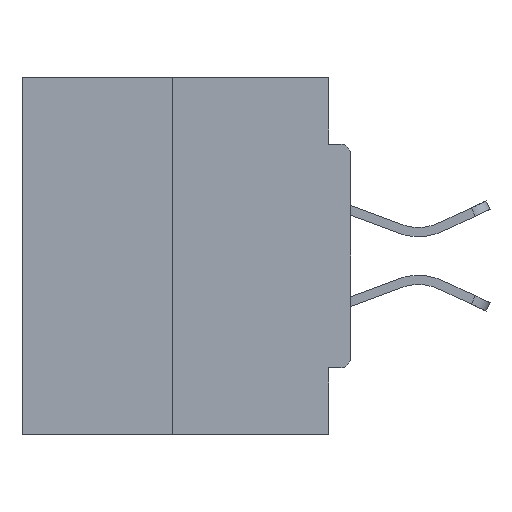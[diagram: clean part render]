
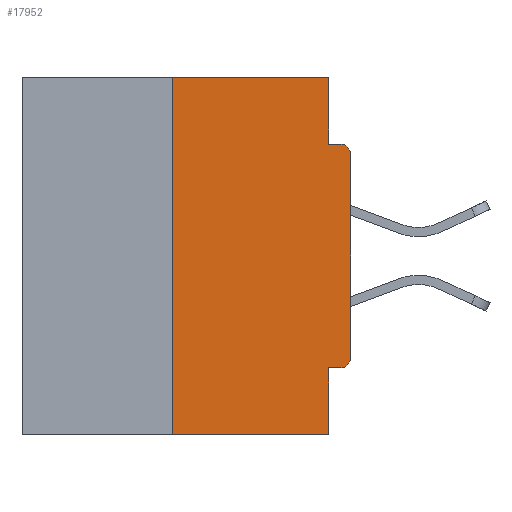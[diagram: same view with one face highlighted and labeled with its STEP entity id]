
A CAD part, left-side view. The second image highlights one B-rep face of the part: STEP entity #17952.
In plain terms, the highlighted planar face has unit normal (-1, 0, 0).
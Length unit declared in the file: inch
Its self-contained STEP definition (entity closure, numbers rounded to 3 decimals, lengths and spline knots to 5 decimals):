
#882 = DIRECTION ( 'NONE',  ( 0., 0., -1. ) ) ;
#1132 = ORIENTED_EDGE ( 'NONE', *, *, #4475, .F. ) ;
#1308 = VERTEX_POINT ( 'NONE', #44491 ) ;
#1582 = LINE ( 'NONE', #11244, #3267 ) ;
#2280 = EDGE_CURVE ( 'NONE', #19554, #39076, #1582, .T. ) ;
#2853 = DIRECTION ( 'NONE',  ( 1., 0., 0. ) ) ;
#2918 = LINE ( 'NONE', #24696, #5131 ) ;
#3128 = ORIENTED_EDGE ( 'NONE', *, *, #15211, .F. ) ;
#3267 = VECTOR ( 'NONE', #7261, 39.37008 ) ;
#4073 = CARTESIAN_POINT ( 'NONE',  ( 0., 0.46, -0.5 ) ) ;
#4181 = CARTESIAN_POINT ( 'NONE',  ( 0., 0., -0.3915 ) ) ;
#4220 = ORIENTED_EDGE ( 'NONE', *, *, #14002, .F. ) ;
#4475 = EDGE_CURVE ( 'NONE', #9450, #19554, #26536, .T. ) ;
#4539 = DIRECTION ( 'NONE',  ( 0., -1., 0. ) ) ;
#4650 = CARTESIAN_POINT ( 'NONE',  ( 0., 0., -0.1085 ) ) ;
#5016 = CARTESIAN_POINT ( 'NONE',  ( 0., 0.031, -0.4065 ) ) ;
#5059 = AXIS2_PLACEMENT_3D ( 'NONE', #11322, #25290, #36002 ) ;
#5131 = VECTOR ( 'NONE', #38202, 39.37008 ) ;
#5458 = VECTOR ( 'NONE', #38166, 39.37008 ) ;
#6237 = CARTESIAN_POINT ( 'NONE',  ( 0., 0.031, -0.5 ) ) ;
#6535 = EDGE_CURVE ( 'NONE', #19550, #25686, #23045, .T. ) ;
#7261 = DIRECTION ( 'NONE',  ( 0., -1., 0. ) ) ;
#7545 = ORIENTED_EDGE ( 'NONE', *, *, #34067, .T. ) ;
#9450 = VERTEX_POINT ( 'NONE', #41902 ) ;
#9638 = PLANE ( 'NONE',  #45262 ) ;
#11244 = CARTESIAN_POINT ( 'NONE',  ( 0., 0., -0.0935 ) ) ;
#11322 = CARTESIAN_POINT ( 'NONE',  ( 0., 0.015, -0.1085 ) ) ;
#13605 = DIRECTION ( 'NONE',  ( 0., 0., -1. ) ) ;
#14002 = EDGE_CURVE ( 'NONE', #17657, #19550, #2918, .T. ) ;
#14150 = CARTESIAN_POINT ( 'NONE',  ( 0., 0.25, -0.5 ) ) ;
#15066 = VECTOR ( 'NONE', #35067, 39.37008 ) ;
#15211 = EDGE_CURVE ( 'NONE', #44514, #1308, #25326, .T. ) ;
#15595 = CIRCLE ( 'NONE', #22014, 0.015 ) ;
#16008 = VECTOR ( 'NONE', #41231, 39.37008 ) ;
#16061 = VECTOR ( 'NONE', #31300, 39.37008 ) ;
#16522 = EDGE_CURVE ( 'NONE', #18204, #39076, #39137, .T. ) ;
#17657 = VERTEX_POINT ( 'NONE', #26576 ) ;
#17952 = ADVANCED_FACE ( 'NONE', ( #35680 ), #9638, .F. ) ;
#18204 = VERTEX_POINT ( 'NONE', #4650 ) ;
#18382 = CARTESIAN_POINT ( 'NONE',  ( 0., 0.031, -0.0935 ) ) ;
#18551 = VERTEX_POINT ( 'NONE', #4181 ) ;
#18810 = DIRECTION ( 'NONE',  ( -1., 0., 0. ) ) ;
#19325 = LINE ( 'NONE', #20668, #16008 ) ;
#19550 = VERTEX_POINT ( 'NONE', #5016 ) ;
#19554 = VERTEX_POINT ( 'NONE', #18382 ) ;
#20668 = CARTESIAN_POINT ( 'NONE',  ( 0., 0., 0. ) ) ;
#20724 = EDGE_CURVE ( 'NONE', #44514, #25686, #38272, .T. ) ;
#20934 = CARTESIAN_POINT ( 'NONE',  ( 0., 0.25, 0. ) ) ;
#22014 = AXIS2_PLACEMENT_3D ( 'NONE', #28693, #18810, #882 ) ;
#22946 = EDGE_CURVE ( 'NONE', #17657, #18551, #15595, .T. ) ;
#23045 = LINE ( 'NONE', #6237, #5458 ) ;
#23891 = ORIENTED_EDGE ( 'NONE', *, *, #22946, .T. ) ;
#24194 = VECTOR ( 'NONE', #31271, 39.37008 ) ;
#24696 = CARTESIAN_POINT ( 'NONE',  ( 0., 0., -0.4065 ) ) ;
#24795 = CARTESIAN_POINT ( 'NONE',  ( 0., 0.031, 0. ) ) ;
#24951 = ORIENTED_EDGE ( 'NONE', *, *, #2280, .F. ) ;
#25290 = DIRECTION ( 'NONE',  ( -1., 0., 0. ) ) ;
#25326 = LINE ( 'NONE', #20934, #24194 ) ;
#25686 = VERTEX_POINT ( 'NONE', #36744 ) ;
#26536 = LINE ( 'NONE', #24795, #16061 ) ;
#26576 = CARTESIAN_POINT ( 'NONE',  ( 0., 0.015, -0.4065 ) ) ;
#27272 = CARTESIAN_POINT ( 'NONE',  ( 0., 0.46, 0. ) ) ;
#28282 = VECTOR ( 'NONE', #4539, 39.37008 ) ;
#28364 = EDGE_LOOP ( 'NONE', ( #28479, #3128, #33458, #38582, #4220, #23891, #7545, #37556, #24951, #1132 ) ) ;
#28479 = ORIENTED_EDGE ( 'NONE', *, *, #39551, .F. ) ;
#28693 = CARTESIAN_POINT ( 'NONE',  ( 0., 0.015, -0.3915 ) ) ;
#31271 = DIRECTION ( 'NONE',  ( 0., 0., 1. ) ) ;
#31300 = DIRECTION ( 'NONE',  ( 0., 0., -1. ) ) ;
#32688 = LINE ( 'NONE', #35528, #15066 ) ;
#33458 = ORIENTED_EDGE ( 'NONE', *, *, #20724, .T. ) ;
#34067 = EDGE_CURVE ( 'NONE', #18551, #18204, #19325, .T. ) ;
#35067 = DIRECTION ( 'NONE',  ( 0., -1., 0. ) ) ;
#35528 = CARTESIAN_POINT ( 'NONE',  ( 0., 0.46, 0. ) ) ;
#35680 = FACE_OUTER_BOUND ( 'NONE', #28364, .T. ) ;
#36002 = DIRECTION ( 'NONE',  ( 0., 0., -1. ) ) ;
#36744 = CARTESIAN_POINT ( 'NONE',  ( 0., 0.031, -0.5 ) ) ;
#37556 = ORIENTED_EDGE ( 'NONE', *, *, #16522, .T. ) ;
#38166 = DIRECTION ( 'NONE',  ( 0., 0., -1. ) ) ;
#38202 = DIRECTION ( 'NONE',  ( 0., 1., 0. ) ) ;
#38272 = LINE ( 'NONE', #4073, #28282 ) ;
#38582 = ORIENTED_EDGE ( 'NONE', *, *, #6535, .F. ) ;
#39076 = VERTEX_POINT ( 'NONE', #42726 ) ;
#39137 = CIRCLE ( 'NONE', #5059, 0.015 ) ;
#39551 = EDGE_CURVE ( 'NONE', #1308, #9450, #32688, .T. ) ;
#41231 = DIRECTION ( 'NONE',  ( 0., 0., 1. ) ) ;
#41902 = CARTESIAN_POINT ( 'NONE',  ( 0., 0.031, 0. ) ) ;
#42726 = CARTESIAN_POINT ( 'NONE',  ( 0., 0.015, -0.0935 ) ) ;
#44491 = CARTESIAN_POINT ( 'NONE',  ( 0., 0.25, 0. ) ) ;
#44514 = VERTEX_POINT ( 'NONE', #14150 ) ;
#45262 = AXIS2_PLACEMENT_3D ( 'NONE', #27272, #2853, #13605 ) ;
